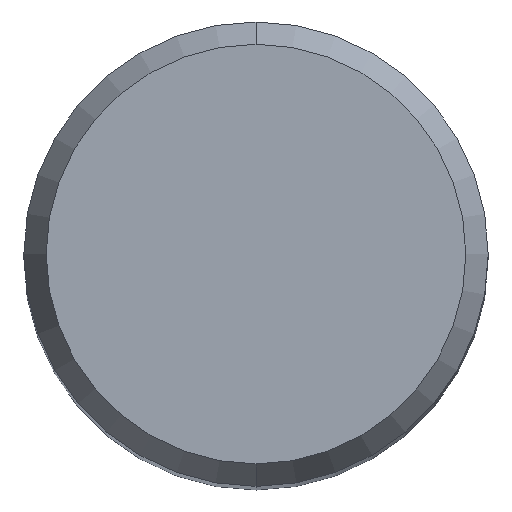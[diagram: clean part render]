
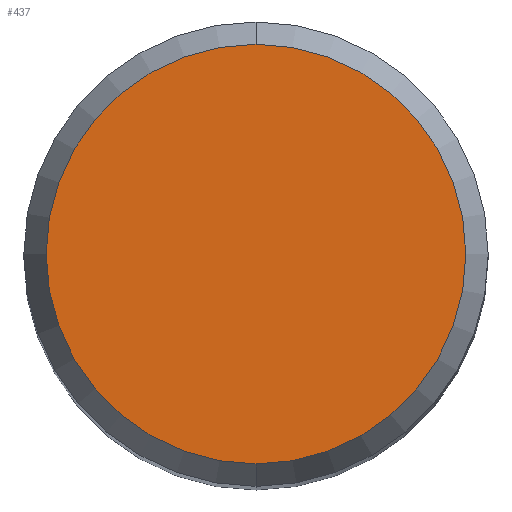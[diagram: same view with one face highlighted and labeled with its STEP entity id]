
A CAD part, top view. The second image highlights one B-rep face of the part: STEP entity #437.
In plain terms, the highlighted planar face has unit normal (0, 0, 1).
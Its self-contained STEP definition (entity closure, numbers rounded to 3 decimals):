
#193=VERTEX_POINT('',#485);
#229=VERTEX_POINT('',#525);
#315=EDGE_CURVE('',#229,#193,#618,.T.);
#373=EDGE_CURVE('',#193,#229,#688,.T.);
#437=ADVANCED_FACE('',(#755),#756,.T.);
#485=CARTESIAN_POINT('',(0.,-5.423,53.961));
#525=CARTESIAN_POINT('',(0.0,5.423,53.961));
#618=CIRCLE('',#1136,5.423);
#688=CIRCLE('',#1255,5.423);
#755=FACE_OUTER_BOUND('',#1408,.T.);
#756=PLANE('',#1409);
#1136=AXIS2_PLACEMENT_3D('',#1574,#1575,#1576);
#1255=AXIS2_PLACEMENT_3D('',#1693,#1694,#1695);
#1408=EDGE_LOOP('',(#1744,#1745));
#1409=AXIS2_PLACEMENT_3D('',#1746,#1747,#1748);
#1574=CARTESIAN_POINT('',(0.0,0.0,53.961));
#1575=DIRECTION('',(0.0,0.0,-1.0));
#1576=DIRECTION('',(0.0,1.0,0.0));
#1693=CARTESIAN_POINT('',(0.0,0.0,53.961));
#1694=DIRECTION('',(0.0,0.0,-1.0));
#1695=DIRECTION('',(0.0,1.0,0.0));
#1744=ORIENTED_EDGE('',*,*,#315,.F.);
#1745=ORIENTED_EDGE('',*,*,#373,.F.);
#1746=CARTESIAN_POINT('',(0.0,2.711,53.961));
#1747=DIRECTION('',(-0.0,0.0,1.0));
#1748=DIRECTION('',(0.0,-1.0,0.0));
